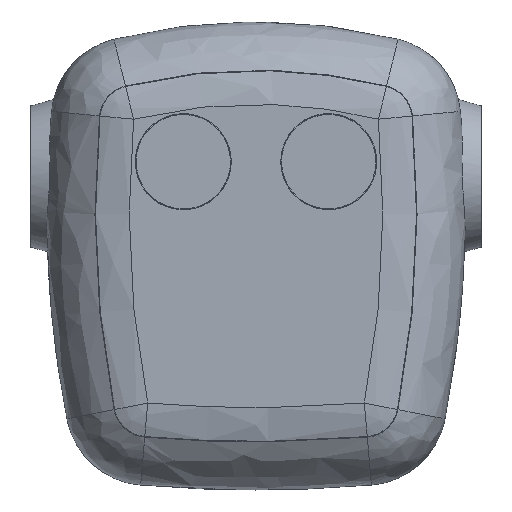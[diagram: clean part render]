
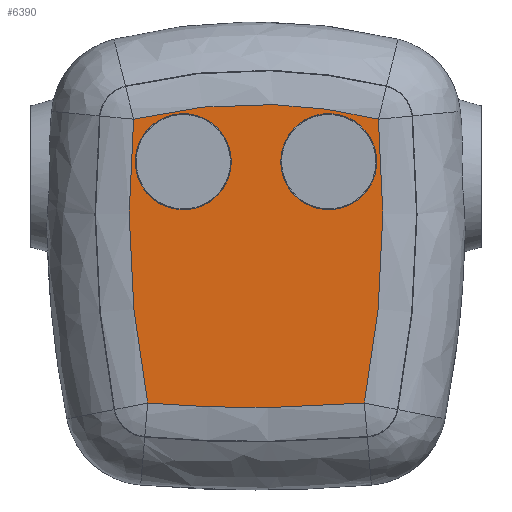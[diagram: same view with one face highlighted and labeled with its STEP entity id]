
A CAD part, front view. The second image highlights one B-rep face of the part: STEP entity #6390.
In plain terms, the highlighted free-form (B-spline) face has degree [1, 1] with [2, 2] control points.
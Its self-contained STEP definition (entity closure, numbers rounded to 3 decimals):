
#5543 = VERTEX_POINT('',#5544);
#5544 = CARTESIAN_POINT('',(46.922,0.,40.986));
#5549 = EDGE_CURVE('',#5543,#5543,#5550,.T.);
#5550 = ( BOUNDED_CURVE() B_SPLINE_CURVE(2,(#5551,#5552,#5553,#5554,
#5555,#5556,#5557),.UNSPECIFIED.,.T.,.F.) B_SPLINE_CURVE_WITH_KNOTS((3,2
    ,2,3),(3.142,5.236,7.33,9.425),
.PIECEWISE_BEZIER_KNOTS.) CURVE() GEOMETRIC_REPRESENTATION_ITEM() 
RATIONAL_B_SPLINE_CURVE((1.,0.5,1.,0.5,1.,0.5,1.)) REPRESENTATION_ITEM(
  '') );
#5551 = CARTESIAN_POINT('',(46.922,0.,40.986));
#5552 = CARTESIAN_POINT('',(46.922,0.,8.666));
#5553 = CARTESIAN_POINT('',(18.932,0.,24.826));
#5554 = CARTESIAN_POINT('',(-9.057,0.,40.986));
#5555 = CARTESIAN_POINT('',(18.932,0.,57.145));
#5556 = CARTESIAN_POINT('',(46.922,0.,73.305));
#5557 = CARTESIAN_POINT('',(46.922,0.,40.986));
#5584 = VERTEX_POINT('',#5585);
#5585 = CARTESIAN_POINT('',(-46.922,0.,40.986));
#5590 = EDGE_CURVE('',#5584,#5584,#5591,.T.);
#5591 = ( BOUNDED_CURVE() B_SPLINE_CURVE(2,(#5592,#5593,#5594,#5595,
#5596,#5597,#5598),.UNSPECIFIED.,.T.,.F.) B_SPLINE_CURVE_WITH_KNOTS((3,2
    ,2,3),(3.142,5.236,7.33,9.425),
.PIECEWISE_BEZIER_KNOTS.) CURVE() GEOMETRIC_REPRESENTATION_ITEM() 
RATIONAL_B_SPLINE_CURVE((1.,0.5,1.,0.5,1.,0.5,1.)) REPRESENTATION_ITEM(
  '') );
#5592 = CARTESIAN_POINT('',(-46.922,0.,40.986));
#5593 = CARTESIAN_POINT('',(-46.922,0.,73.305));
#5594 = CARTESIAN_POINT('',(-18.932,0.,57.145));
#5595 = CARTESIAN_POINT('',(9.057,0.,40.986));
#5596 = CARTESIAN_POINT('',(-18.932,0.,24.826));
#5597 = CARTESIAN_POINT('',(-46.922,0.,8.666));
#5598 = CARTESIAN_POINT('',(-46.922,0.,40.986));
#5720 = VERTEX_POINT('',#5721);
#5721 = CARTESIAN_POINT('',(-42.088,0.,-52.777));
#5767 = VERTEX_POINT('',#5768);
#5768 = CARTESIAN_POINT('',(42.088,0.,-52.777));
#5774 = EDGE_CURVE('',#5767,#5720,#5775,.T.);
#5775 = ( BOUNDED_CURVE() B_SPLINE_CURVE(2,(#5776,#5777,#5778),
.UNSPECIFIED.,.F.,.F.) B_SPLINE_CURVE_WITH_KNOTS((3,3),(6.197,
6.369),.PIECEWISE_BEZIER_KNOTS.) CURVE() 
GEOMETRIC_REPRESENTATION_ITEM() RATIONAL_B_SPLINE_CURVE((1.,0.996
,1.)) REPRESENTATION_ITEM('') );
#5776 = CARTESIAN_POINT('',(42.088,0.,-52.777));
#5777 = CARTESIAN_POINT('',(0.,0.,-56.395));
#5778 = CARTESIAN_POINT('',(-42.088,0.,-52.777));
#6082 = VERTEX_POINT('',#6083);
#6083 = CARTESIAN_POINT('',(-47.55,0.,57.49));
#6089 = EDGE_CURVE('',#6082,#6090,#6092,.T.);
#6090 = VERTEX_POINT('',#6091);
#6091 = CARTESIAN_POINT('',(47.55,0.,57.49));
#6092 = ( BOUNDED_CURVE() B_SPLINE_CURVE(2,(#6093,#6094,#6095),
.UNSPECIFIED.,.F.,.F.) B_SPLINE_CURVE_WITH_KNOTS((3,3),(6.042,
6.525),.PIECEWISE_BEZIER_KNOTS.) CURVE() 
GEOMETRIC_REPRESENTATION_ITEM() RATIONAL_B_SPLINE_CURVE((1.,
0.971,1.)) REPRESENTATION_ITEM('') );
#6093 = CARTESIAN_POINT('',(-47.55,0.,57.49));
#6094 = CARTESIAN_POINT('',(0.,0.,69.207));
#6095 = CARTESIAN_POINT('',(47.55,0.,57.49));
#6158 = EDGE_CURVE('',#5720,#6082,#6159,.T.);
#6159 = ( BOUNDED_CURVE() B_SPLINE_CURVE(2,(#6160,#6161,#6162),
.UNSPECIFIED.,.F.,.F.) B_SPLINE_CURVE_WITH_KNOTS((3,3),(6.141,
6.43),.PIECEWISE_BEZIER_KNOTS.) CURVE() 
GEOMETRIC_REPRESENTATION_ITEM() RATIONAL_B_SPLINE_CURVE((1.,
0.99,1.)) REPRESENTATION_ITEM('') );
#6160 = CARTESIAN_POINT('',(-42.088,0.,-52.777));
#6161 = CARTESIAN_POINT('',(-52.828,0.,1.96));
#6162 = CARTESIAN_POINT('',(-47.55,0.,57.49));
#6390 = ADVANCED_FACE('',(#6391,#6402,#6405),#6408,.F.);
#6391 = FACE_BOUND('',#6392,.T.);
#6392 = EDGE_LOOP('',(#6393,#6394,#6400,#6401));
#6393 = ORIENTED_EDGE('',*,*,#5774,.F.);
#6394 = ORIENTED_EDGE('',*,*,#6395,.F.);
#6395 = EDGE_CURVE('',#6090,#5767,#6396,.T.);
#6396 = ( BOUNDED_CURVE() B_SPLINE_CURVE(2,(#6397,#6398,#6399),
.UNSPECIFIED.,.F.,.F.) B_SPLINE_CURVE_WITH_KNOTS((3,3),(6.137,
6.425),.PIECEWISE_BEZIER_KNOTS.) CURVE() 
GEOMETRIC_REPRESENTATION_ITEM() RATIONAL_B_SPLINE_CURVE((1.,
0.99,1.)) REPRESENTATION_ITEM('') );
#6397 = CARTESIAN_POINT('',(47.55,0.,57.49));
#6398 = CARTESIAN_POINT('',(52.828,0.,1.96));
#6399 = CARTESIAN_POINT('',(42.088,0.,-52.777));
#6400 = ORIENTED_EDGE('',*,*,#6089,.F.);
#6401 = ORIENTED_EDGE('',*,*,#6158,.F.);
#6402 = FACE_BOUND('',#6403,.T.);
#6403 = EDGE_LOOP('',(#6404));
#6404 = ORIENTED_EDGE('',*,*,#5549,.T.);
#6405 = FACE_BOUND('',#6406,.T.);
#6406 = EDGE_LOOP('',(#6407));
#6407 = ORIENTED_EDGE('',*,*,#5590,.T.);
#6408 = B_SPLINE_SURFACE_WITH_KNOTS('',1,1,(
    (#6409,#6410)
    ,(#6411,#6412
    )),.UNSPECIFIED.,.F.,.F.,.F.,(2,2),(2,2),(-8.105,
    84.316),(-55.26,55.26),
  .PIECEWISE_BEZIER_KNOTS.);
#6409 = CARTESIAN_POINT('',(-49.273,0.,63.262));
#6410 = CARTESIAN_POINT('',(-49.273,0.,-54.583));
#6411 = CARTESIAN_POINT('',(49.273,0.,63.262));
#6412 = CARTESIAN_POINT('',(49.273,0.,-54.583));
